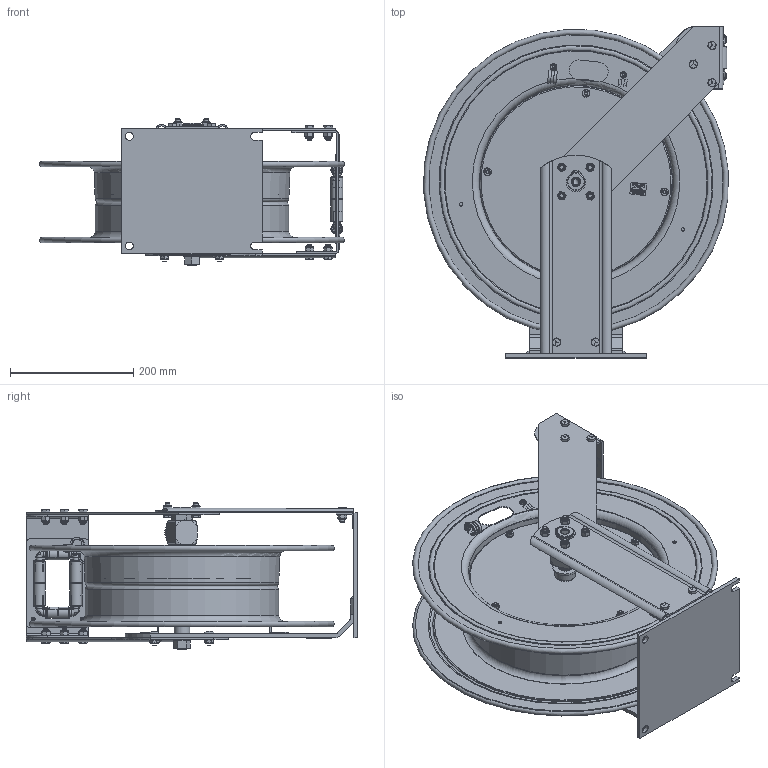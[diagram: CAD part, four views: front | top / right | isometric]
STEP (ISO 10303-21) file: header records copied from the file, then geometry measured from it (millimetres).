
FILE_DESCRIPTION(/* description */ (''),/* implementation_level */ '2;1');
FILE_NAME(/* name */ 'EZ-TSH-350_SHARED.stp',/* time_stamp */ '2020-01-24T09:34:52-07:00',/* author */ ('NMelton'),/* organization */ (''),/* preprocessor_version */ 'ST-DEVELOPER v17',/* originating_system */ 'Autodesk Inventor 2019',/* authorisation */ '');
FILE_SCHEMA (('AUTOMOTIVE_DESIGN { 1 0 10303 214 3 1 1 }'));
Products named in the file (1): EZ-TSH-350_SHARED
Bounding box: 494.35 x 538.23 x 237.12 mm (x, y, z)
Surface area: 1616872.6 mm2 (no closed solid volume)
Topology: 0 solids, 229 shells, 2864 faces, 12639 edges, 9624 vertices
Faces by surface type: plane 1414, cylinder 658, bspline 379, cone 243, torus 109, sphere 61
Full cylindrical faces by diameter (mm): 1.981 x2, 2.159 x2, 2.54 x1, 3.048 x1, 3.962 x2, 4.699 x4, 4.826 x2, 4.978 x1, 5.182 x2, 5.588 x4, 6.35 x8, 7.938 x12, 8.731 x4, 9.525 x3, 10.414 x1, 11.43 x12, 12.192 x16, 12.7 x2, 15.875 x1, 17.882 x1, 19.05 x7, 19.253 x1, 23.876 x1, 25.324 x2, 25.362 x1, 25.4 x1, 26.314 x1, 27.94 x2, 28.575 x1, 29.134 x1
Entity records: 137008 total; most frequent: CARTESIAN_POINT 38886, ORIENTED_EDGE 18072, DIRECTION 17638, EDGE_CURVE 12542, VERTEX_POINT 9624, LINE 6740, VECTOR 6740, AXIS2_PLACEMENT_3D 5449
